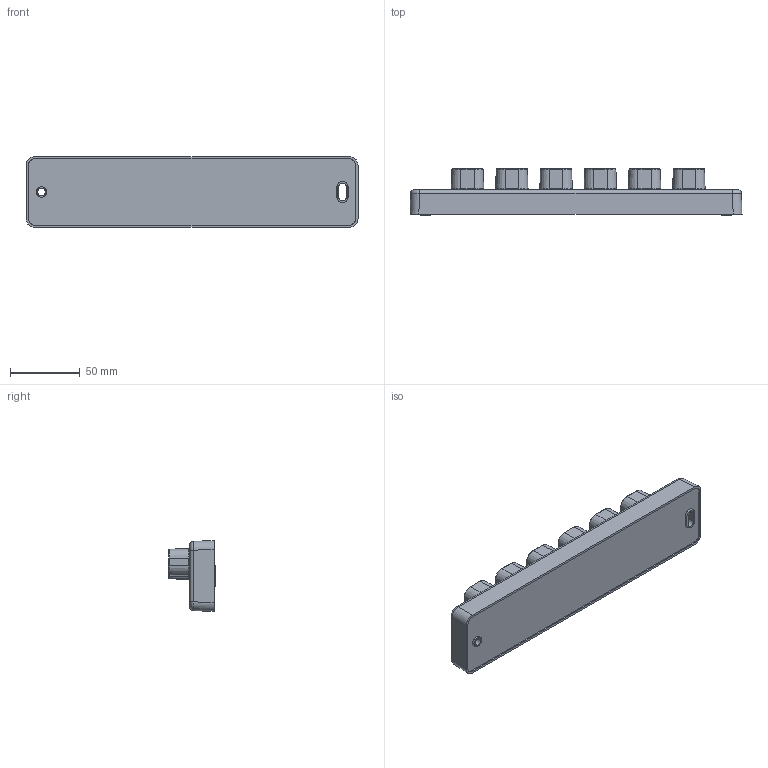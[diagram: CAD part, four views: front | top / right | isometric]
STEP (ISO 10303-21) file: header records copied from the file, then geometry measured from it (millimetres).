
FILE_DESCRIPTION (( 'STEP AP214' ), '1' );
FILE_NAME ('40044-XX-XXXxx.STEP', '2024-05-16T12:11:14', ( 'ak' ), ( 'HP Inc.' ), 'SwSTEP 2.0', 'SolidWorks 2022', '' );
FILE_SCHEMA (( 'AUTOMOTIVE_DESIGN' ));
Length unit declared in the file: millimetre
Products named in the file (1): 40044-XX-XXXxx
Bounding box: 238.12 x 33.31 x 50.8 mm (x, y, z)
Surface area: 77186.5 mm2 (no closed solid volume)
Topology: 0 solids, 48 shells, 1721 faces, 4480 edges, 2809 vertices
Faces by surface type: plane 712, cylinder 403, cone 276, bspline 162, torus 120, sphere 48
Entity records: 77639 total; most frequent: CARTESIAN_POINT 17743, ORIENTED_EDGE 8552, DIRECTION 8368, EDGE_CURVE 4372, AXIS2_PLACEMENT_3D 2930, VERTEX_POINT 2761, LINE 2508, VECTOR 2508
